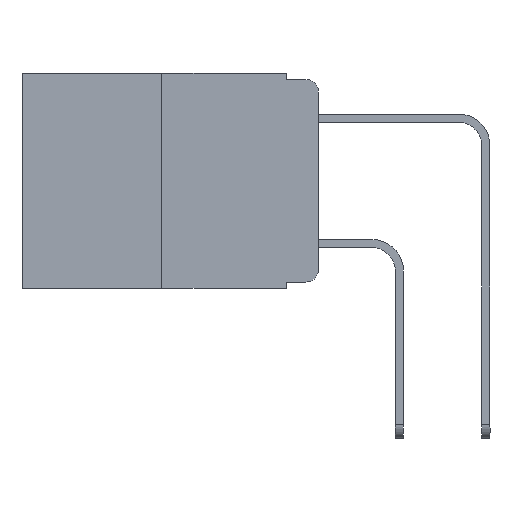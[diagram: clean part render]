
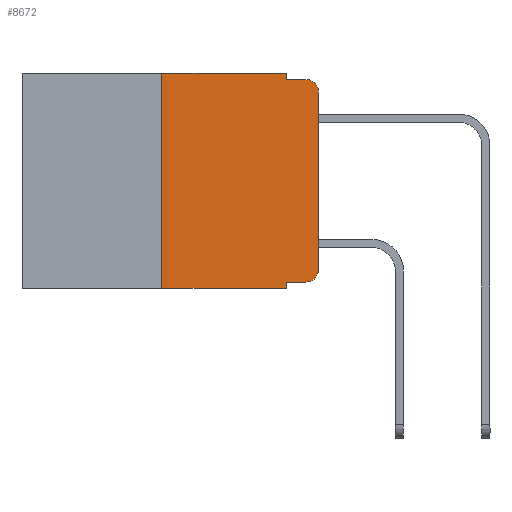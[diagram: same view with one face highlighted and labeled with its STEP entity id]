
A CAD part, left-side view. The second image highlights one B-rep face of the part: STEP entity #8672.
In plain terms, the highlighted planar face has unit normal (-1, 0, 0).
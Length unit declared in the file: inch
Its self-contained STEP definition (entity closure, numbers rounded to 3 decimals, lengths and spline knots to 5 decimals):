
#56 = EDGE_CURVE ( 'NONE', #9429, #912, #10789, .T. ) ;
#287 = VECTOR ( 'NONE', #16727, 39.37008 ) ;
#296 = CARTESIAN_POINT ( 'NONE',  ( 0., 0.473, 0. ) ) ;
#625 = EDGE_CURVE ( 'NONE', #2167, #15817, #15061, .T. ) ;
#695 = ORIENTED_EDGE ( 'NONE', *, *, #625, .F. ) ;
#824 = VECTOR ( 'NONE', #12208, 39.37008 ) ;
#912 = VERTEX_POINT ( 'NONE', #10927 ) ;
#966 = AXIS2_PLACEMENT_3D ( 'NONE', #296, #1602, #5367 ) ;
#1189 = EDGE_CURVE ( 'NONE', #13643, #16687, #14593, .T. ) ;
#1480 = DIRECTION ( 'NONE',  ( 0., -1., 0. ) ) ;
#1602 = DIRECTION ( 'NONE',  ( 1., 0., 0. ) ) ;
#1837 = AXIS2_PLACEMENT_3D ( 'NONE', #15263, #11141, #3307 ) ;
#1844 = ORIENTED_EDGE ( 'NONE', *, *, #15133, .T. ) ;
#2167 = VERTEX_POINT ( 'NONE', #12971 ) ;
#2678 = ORIENTED_EDGE ( 'NONE', *, *, #1189, .F. ) ;
#3060 = VECTOR ( 'NONE', #13775, 39.37008 ) ;
#3209 = AXIS2_PLACEMENT_3D ( 'NONE', #4637, #7238, #3349 ) ;
#3307 = DIRECTION ( 'NONE',  ( 0., 0., -1. ) ) ;
#3349 = DIRECTION ( 'NONE',  ( 0., 0., -1. ) ) ;
#3395 = DIRECTION ( 'NONE',  ( 0., -1., 0. ) ) ;
#3648 = CARTESIAN_POINT ( 'NONE',  ( 0., 0.473, 0. ) ) ;
#3824 = PLANE ( 'NONE',  #966 ) ;
#3994 = VECTOR ( 'NONE', #5134, 39.37008 ) ;
#4154 = CARTESIAN_POINT ( 'NONE',  ( 0., 0.051, 0. ) ) ;
#4168 = VECTOR ( 'NONE', #8472, 39.37008 ) ;
#4242 = CARTESIAN_POINT ( 'NONE',  ( 0., 0.25, 0. ) ) ;
#4637 = CARTESIAN_POINT ( 'NONE',  ( 0., 0.02, -0.313 ) ) ;
#5134 = DIRECTION ( 'NONE',  ( 0., 0., 1. ) ) ;
#5358 = VERTEX_POINT ( 'NONE', #12002 ) ;
#5367 = DIRECTION ( 'NONE',  ( 0., 0., -1. ) ) ;
#5580 = CARTESIAN_POINT ( 'NONE',  ( 0., 0.051, -0.343 ) ) ;
#5648 = EDGE_CURVE ( 'NONE', #16687, #8287, #6223, .T. ) ;
#5690 = CIRCLE ( 'NONE', #3209, 0.02 ) ;
#6060 = ORIENTED_EDGE ( 'NONE', *, *, #6172, .T. ) ;
#6172 = EDGE_CURVE ( 'NONE', #2167, #16591, #9807, .T. ) ;
#6193 = ORIENTED_EDGE ( 'NONE', *, *, #5648, .F. ) ;
#6223 = LINE ( 'NONE', #11477, #287 ) ;
#6232 = LINE ( 'NONE', #3648, #10940 ) ;
#6610 = CARTESIAN_POINT ( 'NONE',  ( 0., 0., 0. ) ) ;
#7238 = DIRECTION ( 'NONE',  ( -1., 0., 0. ) ) ;
#7742 = VERTEX_POINT ( 'NONE', #13071 ) ;
#8155 = EDGE_LOOP ( 'NONE', ( #15893, #1844, #6193, #2678, #13586, #10387, #8605, #695, #6060, #13777 ) ) ;
#8287 = VERTEX_POINT ( 'NONE', #14508 ) ;
#8472 = DIRECTION ( 'NONE',  ( 0., 0., 1. ) ) ;
#8544 = CARTESIAN_POINT ( 'NONE',  ( 0., 0.051, 0. ) ) ;
#8605 = ORIENTED_EDGE ( 'NONE', *, *, #12234, .T. ) ;
#8672 = ADVANCED_FACE ( 'NONE', ( #13117 ), #3824, .F. ) ;
#9429 = VERTEX_POINT ( 'NONE', #11518 ) ;
#9807 = LINE ( 'NONE', #10753, #824 ) ;
#9941 = VECTOR ( 'NONE', #10643, 39.37008 ) ;
#10387 = ORIENTED_EDGE ( 'NONE', *, *, #56, .F. ) ;
#10446 = CARTESIAN_POINT ( 'NONE',  ( 0., 0.02, -0.333 ) ) ;
#10643 = DIRECTION ( 'NONE',  ( 0., 0., -1. ) ) ;
#10753 = CARTESIAN_POINT ( 'NONE',  ( 0., 0.051, -0.333 ) ) ;
#10789 = LINE ( 'NONE', #4242, #4168 ) ;
#10927 = CARTESIAN_POINT ( 'NONE',  ( 0., 0.25, 0. ) ) ;
#10940 = VECTOR ( 'NONE', #3395, 39.37008 ) ;
#11141 = DIRECTION ( 'NONE',  ( -1., 0., 0. ) ) ;
#11161 = EDGE_CURVE ( 'NONE', #16591, #7742, #5690, .T. ) ;
#11477 = CARTESIAN_POINT ( 'NONE',  ( 0., 0.051, -0.01 ) ) ;
#11518 = CARTESIAN_POINT ( 'NONE',  ( 0., 0.25, -0.343 ) ) ;
#12002 = CARTESIAN_POINT ( 'NONE',  ( 0., 0., -0.03 ) ) ;
#12049 = LINE ( 'NONE', #13518, #16950 ) ;
#12208 = DIRECTION ( 'NONE',  ( 0., -1., 0. ) ) ;
#12234 = EDGE_CURVE ( 'NONE', #9429, #15817, #12049, .T. ) ;
#12822 = CIRCLE ( 'NONE', #1837, 0.02 ) ;
#12971 = CARTESIAN_POINT ( 'NONE',  ( 0., 0.051, -0.333 ) ) ;
#12981 = LINE ( 'NONE', #6610, #3994 ) ;
#13052 = CARTESIAN_POINT ( 'NONE',  ( 0., 0.051, 0. ) ) ;
#13071 = CARTESIAN_POINT ( 'NONE',  ( 0., 0., -0.313 ) ) ;
#13117 = FACE_OUTER_BOUND ( 'NONE', #8155, .T. ) ;
#13518 = CARTESIAN_POINT ( 'NONE',  ( 0., 0.473, -0.343 ) ) ;
#13534 = EDGE_CURVE ( 'NONE', #912, #13643, #6232, .T. ) ;
#13586 = ORIENTED_EDGE ( 'NONE', *, *, #13534, .F. ) ;
#13643 = VERTEX_POINT ( 'NONE', #4154 ) ;
#13775 = DIRECTION ( 'NONE',  ( 0., 0., -1. ) ) ;
#13777 = ORIENTED_EDGE ( 'NONE', *, *, #11161, .T. ) ;
#14298 = EDGE_CURVE ( 'NONE', #7742, #5358, #12981, .T. ) ;
#14508 = CARTESIAN_POINT ( 'NONE',  ( 0., 0.02, -0.01 ) ) ;
#14593 = LINE ( 'NONE', #13052, #9941 ) ;
#15061 = LINE ( 'NONE', #8544, #3060 ) ;
#15133 = EDGE_CURVE ( 'NONE', #5358, #8287, #12822, .T. ) ;
#15263 = CARTESIAN_POINT ( 'NONE',  ( 0., 0.02, -0.03 ) ) ;
#15817 = VERTEX_POINT ( 'NONE', #5580 ) ;
#15857 = CARTESIAN_POINT ( 'NONE',  ( 0., 0.051, -0.01 ) ) ;
#15893 = ORIENTED_EDGE ( 'NONE', *, *, #14298, .T. ) ;
#16591 = VERTEX_POINT ( 'NONE', #10446 ) ;
#16687 = VERTEX_POINT ( 'NONE', #15857 ) ;
#16727 = DIRECTION ( 'NONE',  ( 0., -1., 0. ) ) ;
#16950 = VECTOR ( 'NONE', #1480, 39.37008 ) ;
